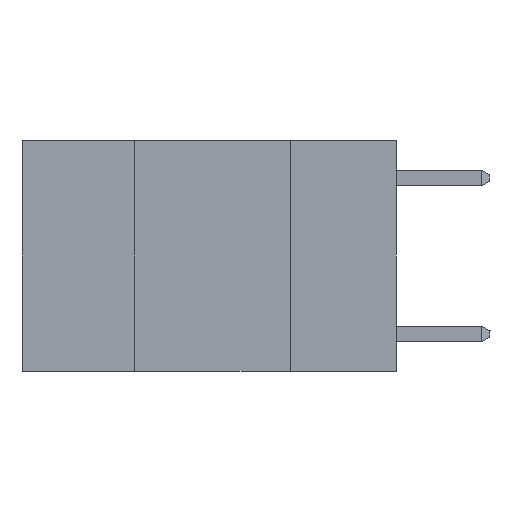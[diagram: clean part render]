
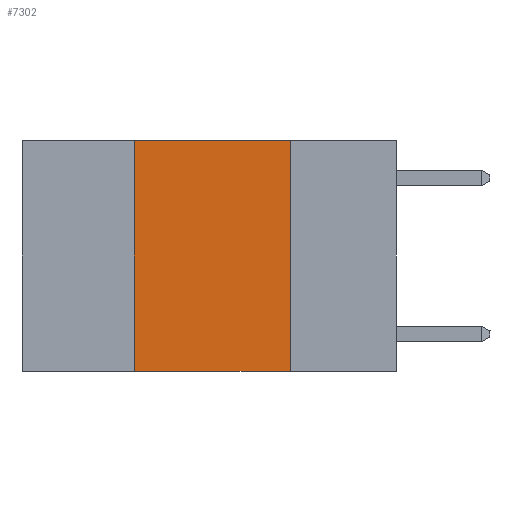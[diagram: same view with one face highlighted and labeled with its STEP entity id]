
A CAD part, left-side view. The second image highlights one B-rep face of the part: STEP entity #7302.
In plain terms, the highlighted planar face has unit normal (-1, 0, 0).
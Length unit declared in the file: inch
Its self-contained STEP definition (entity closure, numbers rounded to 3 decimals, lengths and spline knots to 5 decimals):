
#527 = VECTOR ( 'NONE', #5525, 39.37008 ) ;
#964 = EDGE_CURVE ( 'NONE', #4508, #14360, #12788, .T. ) ;
#1158 = CARTESIAN_POINT ( 'NONE',  ( 0., 0.42, 0. ) ) ;
#1207 = LINE ( 'NONE', #7591, #10414 ) ;
#1585 = ORIENTED_EDGE ( 'NONE', *, *, #5626, .F. ) ;
#1981 = PLANE ( 'NONE',  #12068 ) ;
#3250 = EDGE_LOOP ( 'NONE', ( #1585, #13309, #12918, #12015 ) ) ;
#3469 = VECTOR ( 'NONE', #14339, 39.37008 ) ;
#4161 = VERTEX_POINT ( 'NONE', #11620 ) ;
#4508 = VERTEX_POINT ( 'NONE', #9832 ) ;
#5271 = VERTEX_POINT ( 'NONE', #1158 ) ;
#5525 = DIRECTION ( 'NONE',  ( 0., 0., -1. ) ) ;
#5626 = EDGE_CURVE ( 'NONE', #4161, #14360, #7243, .T. ) ;
#5747 = DIRECTION ( 'NONE',  ( 0., 0., -1. ) ) ;
#5899 = DIRECTION ( 'NONE',  ( 0., -1., 0. ) ) ;
#7243 = LINE ( 'NONE', #10517, #527 ) ;
#7302 = ADVANCED_FACE ( 'NONE', ( #8514 ), #1981, .F. ) ;
#7591 = CARTESIAN_POINT ( 'NONE',  ( 0., 0.6, 0. ) ) ;
#8514 = FACE_OUTER_BOUND ( 'NONE', #3250, .T. ) ;
#8692 = CARTESIAN_POINT ( 'NONE',  ( 0., 0.6, -0.37 ) ) ;
#9106 = VECTOR ( 'NONE', #5899, 39.37008 ) ;
#9370 = CARTESIAN_POINT ( 'NONE',  ( 0., 0.42, 0. ) ) ;
#9699 = EDGE_CURVE ( 'NONE', #4508, #5271, #9750, .T. ) ;
#9750 = LINE ( 'NONE', #9370, #3469 ) ;
#9832 = CARTESIAN_POINT ( 'NONE',  ( 0., 0.42, -0.37 ) ) ;
#10414 = VECTOR ( 'NONE', #13819, 39.37008 ) ;
#10517 = CARTESIAN_POINT ( 'NONE',  ( 0., 0.17, 0. ) ) ;
#11620 = CARTESIAN_POINT ( 'NONE',  ( 0., 0.17, 0. ) ) ;
#12015 = ORIENTED_EDGE ( 'NONE', *, *, #964, .T. ) ;
#12068 = AXIS2_PLACEMENT_3D ( 'NONE', #15653, #13220, #5747 ) ;
#12516 = CARTESIAN_POINT ( 'NONE',  ( 0., 0.17, -0.37 ) ) ;
#12549 = EDGE_CURVE ( 'NONE', #5271, #4161, #1207, .T. ) ;
#12788 = LINE ( 'NONE', #8692, #9106 ) ;
#12918 = ORIENTED_EDGE ( 'NONE', *, *, #9699, .F. ) ;
#13220 = DIRECTION ( 'NONE',  ( 1., 0., 0. ) ) ;
#13309 = ORIENTED_EDGE ( 'NONE', *, *, #12549, .F. ) ;
#13819 = DIRECTION ( 'NONE',  ( 0., -1., 0. ) ) ;
#14339 = DIRECTION ( 'NONE',  ( 0., 0., 1. ) ) ;
#14360 = VERTEX_POINT ( 'NONE', #12516 ) ;
#15653 = CARTESIAN_POINT ( 'NONE',  ( 0., 0.6, 0. ) ) ;
